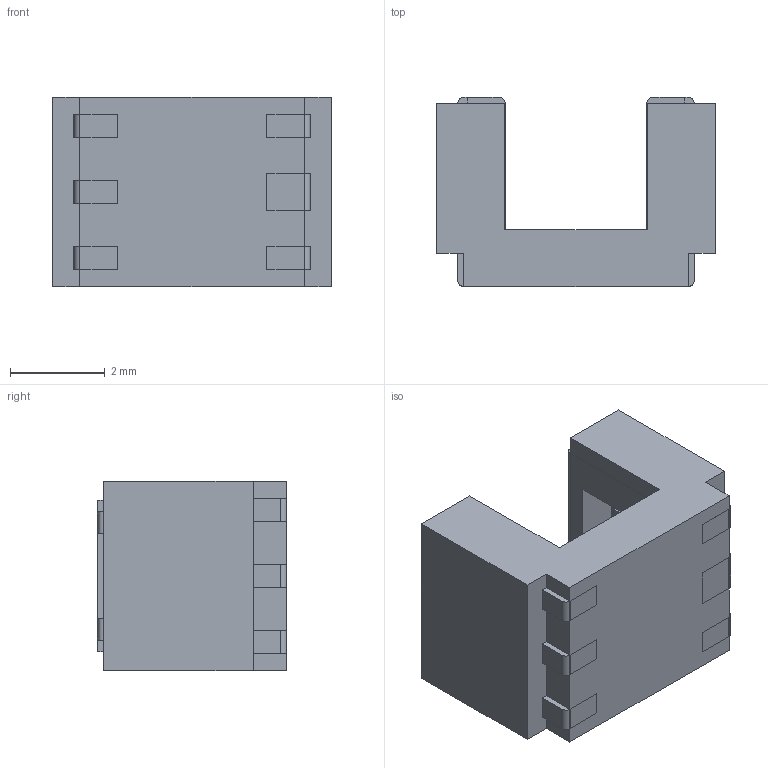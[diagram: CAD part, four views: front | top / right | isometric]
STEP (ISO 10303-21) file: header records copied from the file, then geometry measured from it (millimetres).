
FILE_DESCRIPTION(/* description */ (''),/* implementation_level */ '2;1');
FILE_NAME(/* name */ 'MarCom-3D-TCPT1350.stp',/* time_stamp */ '2017-03-15T16:45:04+01:00',/* author */ ('akamay'),/* organization */ (''),/* preprocessor_version */ 'ST-DEVELOPER v16.1',/* originating_system */ 'Autodesk Inventor 2016',/* authorisation */ '');
FILE_SCHEMA (('AUTOMOTIVE_DESIGN { 1 0 10303 214 3 1 1 }'));
Length unit declared in the file: millimetre
Products named in the file (1): MarCom-3D-TCPT1350
Bounding box: 5.9 x 4 x 4 mm (x, y, z)
Volume: 54.1 mm3; surface area: 142.4 mm2
Topology: 1 solids, 1 shells, 123 faces, 330 edges, 220 vertices
Faces by surface type: plane 111, cylinder 12
Entity records: 3812 total; most frequent: CARTESIAN_POINT 674, ORIENTED_EDGE 660, DIRECTION 602, EDGE_CURVE 330, LINE 306, VECTOR 306, VERTEX_POINT 220, AXIS2_PLACEMENT_3D 148
